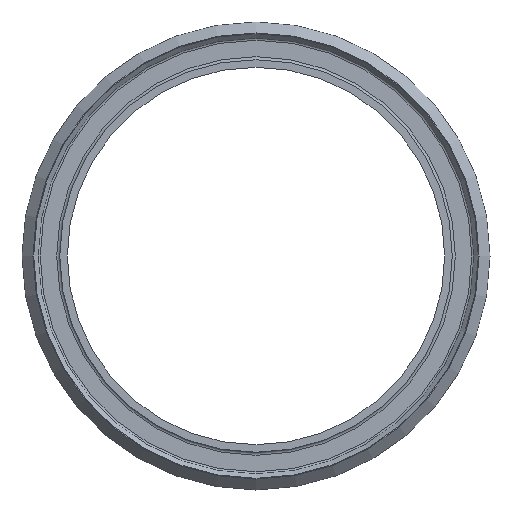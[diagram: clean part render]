
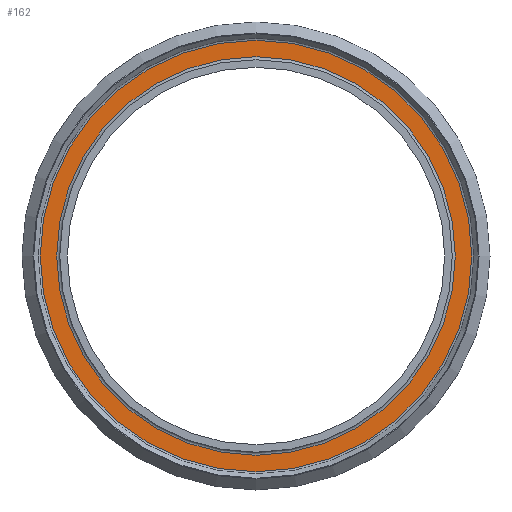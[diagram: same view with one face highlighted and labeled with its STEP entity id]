
A CAD part, left-side view. The second image highlights one B-rep face of the part: STEP entity #162.
In plain terms, the highlighted planar face has unit normal (-1, 0, 0).
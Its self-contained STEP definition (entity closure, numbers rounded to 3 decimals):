
#33=ORIENTED_EDGE('',*,*,#60,.T.);
#34=ORIENTED_EDGE('',*,*,#61,.T.);
#60=EDGE_CURVE('',#74,#74,#88,.T.);
#61=EDGE_CURVE('',#75,#75,#89,.F.);
#74=VERTEX_POINT('',#284);
#75=VERTEX_POINT('',#286);
#88=CIRCLE('',#193,26.4);
#89=CIRCLE('',#194,28.584);
#103=EDGE_LOOP('',(#33));
#104=EDGE_LOOP('',(#34));
#131=FACE_BOUND('',#103,.T.);
#132=FACE_BOUND('',#104,.T.);
#156=PLANE('',#192);
#162=ADVANCED_FACE('',(#131,#132),#156,.F.);
#192=AXIS2_PLACEMENT_3D('',#282,#227,#228);
#193=AXIS2_PLACEMENT_3D('',#283,#229,#230);
#194=AXIS2_PLACEMENT_3D('',#285,#231,#232);
#227=DIRECTION('',(1.,0.,0.));
#228=DIRECTION('',(0.,0.,-1.));
#229=DIRECTION('',(1.,0.,0.));
#230=DIRECTION('',(0.,0.,-1.));
#231=DIRECTION('',(1.,0.,0.));
#232=DIRECTION('',(0.,0.,-1.));
#282=CARTESIAN_POINT('',(-1.5,0.,28.75));
#283=CARTESIAN_POINT('',(-1.5,0.,0.));
#284=CARTESIAN_POINT('',(-1.5,0.,-26.4));
#285=CARTESIAN_POINT('',(-1.5,0.,0.));
#286=CARTESIAN_POINT('',(-1.5,0.,-28.584));
